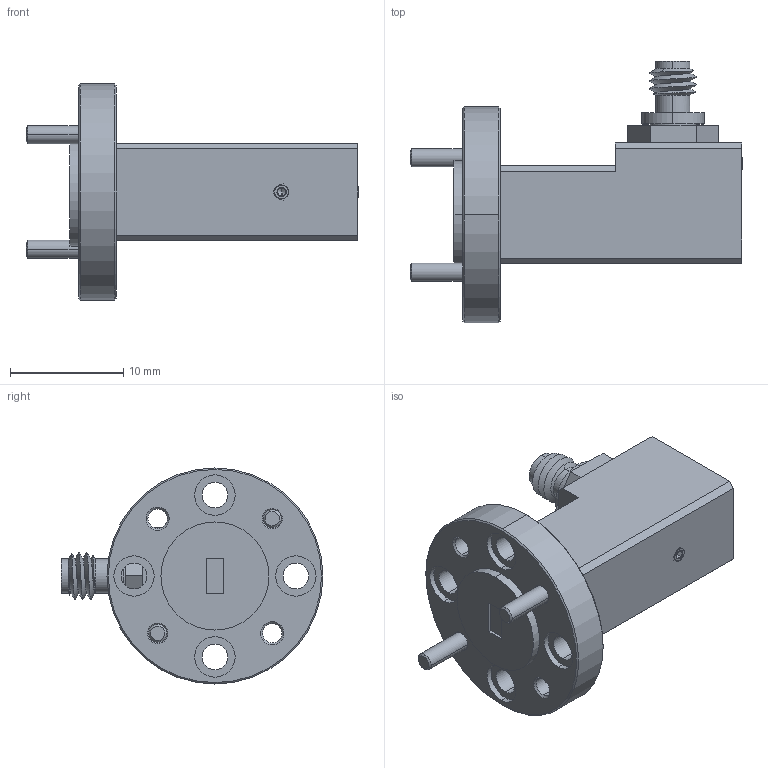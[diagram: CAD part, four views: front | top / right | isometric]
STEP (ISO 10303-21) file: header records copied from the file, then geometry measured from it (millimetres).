
FILE_DESCRIPTION (( 'STEP AP203' ), '1' );
FILE_NAME ('SWC-121F-R1.STEP', '2019-05-23T23:06:02', ( '' ), ( '' ), 'SwSTEP 2.0', 'SolidWorks 2016', '' );
FILE_SCHEMA (( 'CONFIG_CONTROL_DESIGN' ));
Length unit declared in the file: inch
Products named in the file (1): SWC-121F-R1
Bounding box: 29.27 x 23.09 x 19.05 mm (x, y, z)
Volume: 2832.7 mm3; surface area: 2000 mm2
Topology: 4 solids, 10 shells, 292 faces, 648 edges, 387 vertices
Faces by surface type: cylinder 109, cone 100, plane 70, bspline 13
Entity records: 10514 total; most frequent: CARTESIAN_POINT 4184, DIRECTION 1292, ORIENTED_EDGE 1284, EDGE_CURVE 642, AXIS2_PLACEMENT_3D 507, VERTEX_POINT 387, EDGE_LOOP 327, FACE_OUTER_BOUND 292
